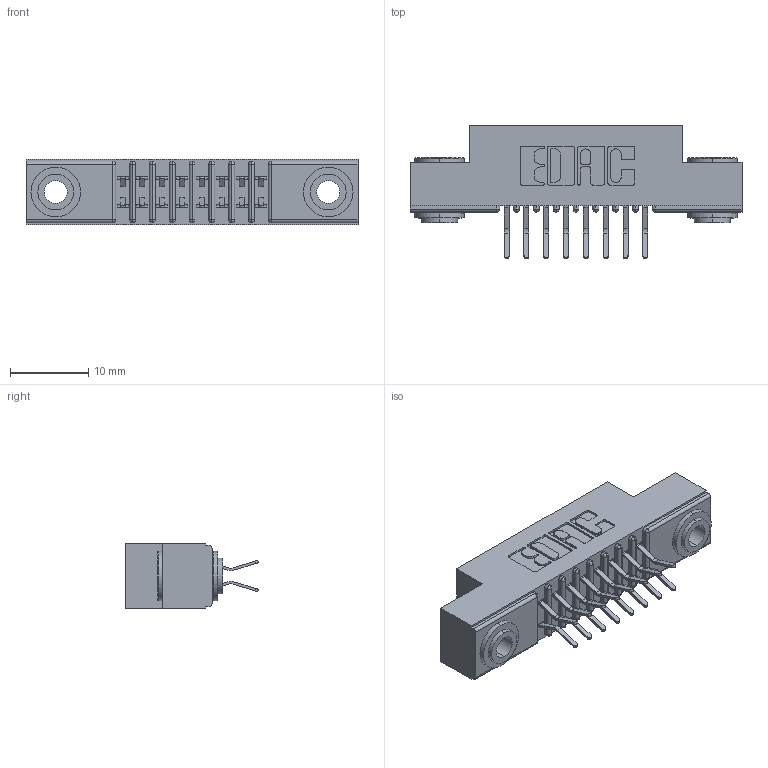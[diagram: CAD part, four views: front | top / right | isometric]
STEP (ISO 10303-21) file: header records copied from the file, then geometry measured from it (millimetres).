
FILE_DESCRIPTION (( 'STEP AP203' ), '1' );
FILE_NAME ('341-016-556-203.STEP', '2018-08-06T15:50:33', ( '' ), ( '' ), 'SwSTEP 2.0', 'SolidWorks 2016', '' );
FILE_SCHEMA (( 'CONFIG_CONTROL_DESIGN' ));
Length unit declared in the file: inch
Products named in the file (4): 341 Part_.156 (3.96) Dia Mounting Holes; 341-292-001_341-292-156; 345-250-002_345-250-002-102; 341-016-556-203
Assembly tree (19 placements, depth 2):
  341-016-556-203
    341 Part_.156 (3.96) Dia Mounting Holes
    341-292-001_341-292-156  x16
    345-250-002_345-250-002-102  x2
Bounding box: 42.55 x 17.07 x 8.38 mm (x, y, z)
Volume: 2466.7 mm3; surface area: 4556.3 mm2
Topology: 19 solids, 19 shells, 1288 faces, 3684 edges, 2390 vertices
Faces by surface type: plane 732, cylinder 516, sphere 18, torus 14, cone 8
Entity records: 15416 total; most frequent: CARTESIAN_POINT 2545, ORIENTED_EDGE 2516, DIRECTION 2514, EDGE_CURVE 1258, VECTOR 964, LINE 964, VERTEX_POINT 806, AXIS2_PLACEMENT_3D 775
